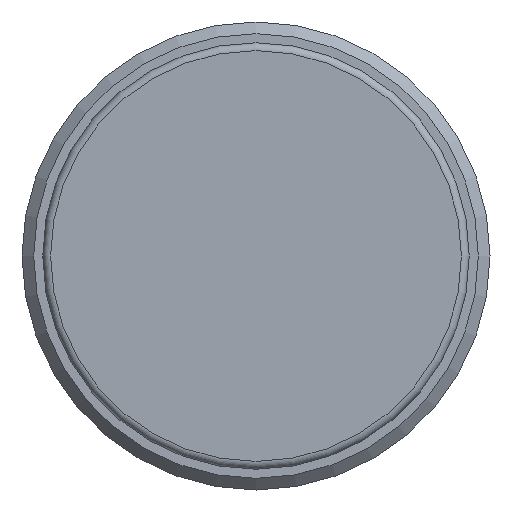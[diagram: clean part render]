
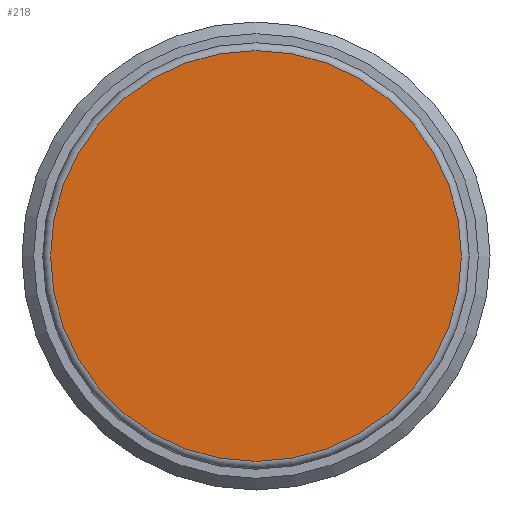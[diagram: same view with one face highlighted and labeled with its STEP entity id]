
A CAD part, front view. The second image highlights one B-rep face of the part: STEP entity #218.
In plain terms, the highlighted planar face has unit normal (0, -1, 0).
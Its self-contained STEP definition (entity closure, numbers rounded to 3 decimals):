
#23=PLANE('',#266);
#34=FACE_OUTER_BOUND('',#49,.T.);
#49=EDGE_LOOP('',(#170));
#81=CIRCLE('',#261,7.9);
#101=VERTEX_POINT('',#387);
#123=EDGE_CURVE('',#101,#101,#81,.T.);
#170=ORIENTED_EDGE('',*,*,#123,.F.);
#218=ADVANCED_FACE('',(#34),#23,.T.);
#261=AXIS2_PLACEMENT_3D('',#388,#318,#319);
#266=AXIS2_PLACEMENT_3D('',#396,#329,#330);
#318=DIRECTION('center_axis',(0.,1.,0.));
#319=DIRECTION('ref_axis',(-1.,0.,0.));
#329=DIRECTION('center_axis',(0.,-1.,0.));
#330=DIRECTION('ref_axis',(0.,0.,-1.));
#387=CARTESIAN_POINT('',(0.,0.,7.9));
#388=CARTESIAN_POINT('Origin',(0.,0.,0.));
#396=CARTESIAN_POINT('Origin',(0.,0.,0.));
